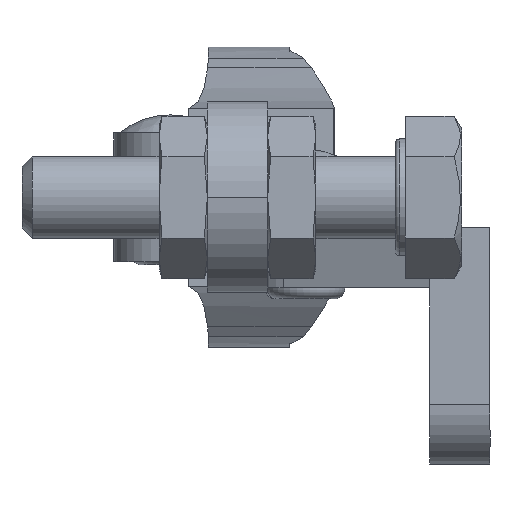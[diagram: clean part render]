
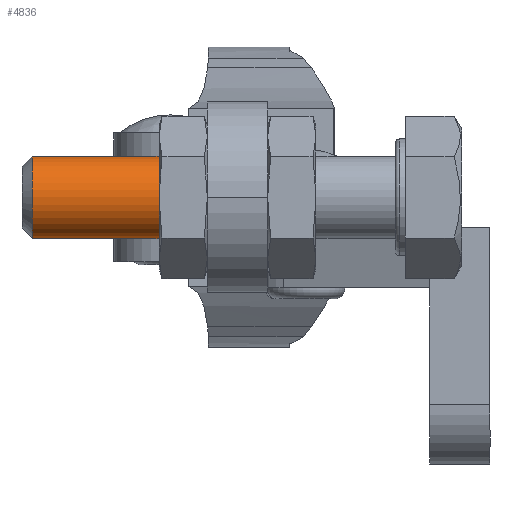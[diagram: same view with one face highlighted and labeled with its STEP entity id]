
A CAD part, left-side view. The second image highlights one B-rep face of the part: STEP entity #4836.
In plain terms, the highlighted cylindrical face has radius 2.05 mm (diameter 4.1 mm), a partial arc.
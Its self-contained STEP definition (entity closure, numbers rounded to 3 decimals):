
#614 = DIRECTION ( 'NONE',  ( 0., 0., -1. ) ) ;
#756 = EDGE_CURVE ( 'NONE', #10201, #5601, #6259, .T. ) ;
#1119 = AXIS2_PLACEMENT_3D ( 'NONE', #7266, #8900, #1649 ) ;
#1125 = CARTESIAN_POINT ( 'NONE',  ( -18.25, 15.05, 0.55 ) ) ;
#1603 = AXIS2_PLACEMENT_3D ( 'NONE', #10330, #5466, #614 ) ;
#1649 = DIRECTION ( 'NONE',  ( 0., 0., -1. ) ) ;
#2433 = ORIENTED_EDGE ( 'NONE', *, *, #8021, .T. ) ;
#2651 = CARTESIAN_POINT ( 'NONE',  ( -18.25, 21.36, -1.5 ) ) ;
#2834 = CARTESIAN_POINT ( 'NONE',  ( -18.25, 21.36, 0.55 ) ) ;
#3385 = AXIS2_PLACEMENT_3D ( 'NONE', #2651, #8327, #3459 ) ;
#3459 = DIRECTION ( 'NONE',  ( 0., 0., 1. ) ) ;
#3649 = FACE_OUTER_BOUND ( 'NONE', #10416, .T. ) ;
#3877 = CARTESIAN_POINT ( 'NONE',  ( -18.25, 21.36, -3.55 ) ) ;
#3995 = VERTEX_POINT ( 'NONE', #2834 ) ;
#4264 = CARTESIAN_POINT ( 'NONE',  ( -18.25, 21.86, -3.55 ) ) ;
#4355 = CARTESIAN_POINT ( 'NONE',  ( -18.25, 21.86, 0.55 ) ) ;
#4372 = EDGE_CURVE ( 'NONE', #3995, #4381, #5031, .T. ) ;
#4381 = VERTEX_POINT ( 'NONE', #1125 ) ;
#4790 = CYLINDRICAL_SURFACE ( 'NONE', #1119, 2.05 ) ;
#4836 = ADVANCED_FACE ( 'NONE', ( #3649 ), #4790, .T. ) ;
#5031 = LINE ( 'NONE', #4355, #5285 ) ;
#5285 = VECTOR ( 'NONE', #10015, 1000. ) ;
#5466 = DIRECTION ( 'NONE',  ( 0., 1., 0. ) ) ;
#5601 = VERTEX_POINT ( 'NONE', #6130 ) ;
#5711 = EDGE_CURVE ( 'NONE', #5601, #4381, #7418, .T. ) ;
#6130 = CARTESIAN_POINT ( 'NONE',  ( -18.25, 15.05, -3.55 ) ) ;
#6259 = LINE ( 'NONE', #4264, #8146 ) ;
#6666 = ORIENTED_EDGE ( 'NONE', *, *, #756, .T. ) ;
#6740 = DIRECTION ( 'NONE',  ( 0., -1., 0. ) ) ;
#7266 = CARTESIAN_POINT ( 'NONE',  ( -18.25, 21.86, -1.5 ) ) ;
#7418 = CIRCLE ( 'NONE', #1603, 2.05 ) ;
#7821 = ORIENTED_EDGE ( 'NONE', *, *, #4372, .F. ) ;
#8021 = EDGE_CURVE ( 'NONE', #3995, #10201, #10301, .T. ) ;
#8146 = VECTOR ( 'NONE', #6740, 1000. ) ;
#8327 = DIRECTION ( 'NONE',  ( 0., -1., 0. ) ) ;
#8900 = DIRECTION ( 'NONE',  ( 0., -1., 0. ) ) ;
#9759 = ORIENTED_EDGE ( 'NONE', *, *, #5711, .T. ) ;
#10015 = DIRECTION ( 'NONE',  ( 0., -1., 0. ) ) ;
#10201 = VERTEX_POINT ( 'NONE', #3877 ) ;
#10301 = CIRCLE ( 'NONE', #3385, 2.05 ) ;
#10330 = CARTESIAN_POINT ( 'NONE',  ( -18.25, 15.05, -1.5 ) ) ;
#10416 = EDGE_LOOP ( 'NONE', ( #7821, #2433, #6666, #9759 ) ) ;
